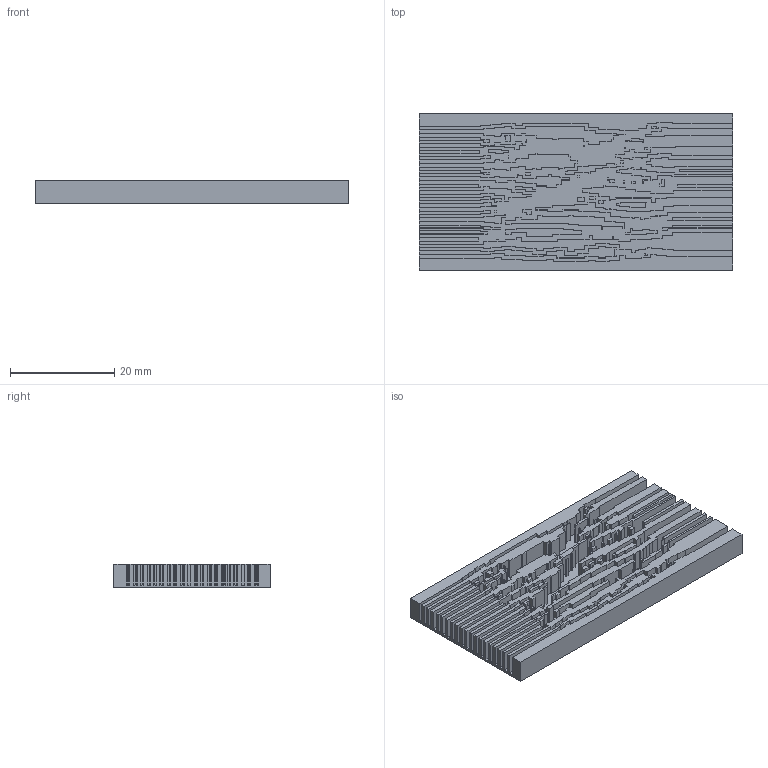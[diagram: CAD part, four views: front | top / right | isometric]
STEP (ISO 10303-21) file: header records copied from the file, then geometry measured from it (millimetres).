
FILE_DESCRIPTION(('Open CASCADE Model'),'2;1');
FILE_NAME('Open CASCADE Shape Model','2026-01-14T17:13:14',('Author'),( 'Open CASCADE'),'Open CASCADE STEP processor 7.8','Open CASCADE 7.8' ,'Unknown');
FILE_SCHEMA(('AUTOMOTIVE_DESIGN { 1 0 10303 214 1 1 1 1 }'));
Products named in the file (1): Open CASCADE STEP translator 7.8 1
Bounding box: 60 x 30 x 4.5 mm (x, y, z)
Volume: 4642.6 mm3; surface area: 10903.2 mm2
Topology: 1 solids, 1 shells, 1007 faces, 2928 edges, 1952 vertices
Faces by surface type: plane 1007
Entity records: 70596 total; most frequent: CARTESIAN_POINT 11744, DIRECTION 10800, LINE 8784, VECTOR 8784, ORIENTED_EDGE 5856, PCURVE 5856, DEFINITIONAL_REPRESENTATION 5856, EDGE_CURVE 2928
